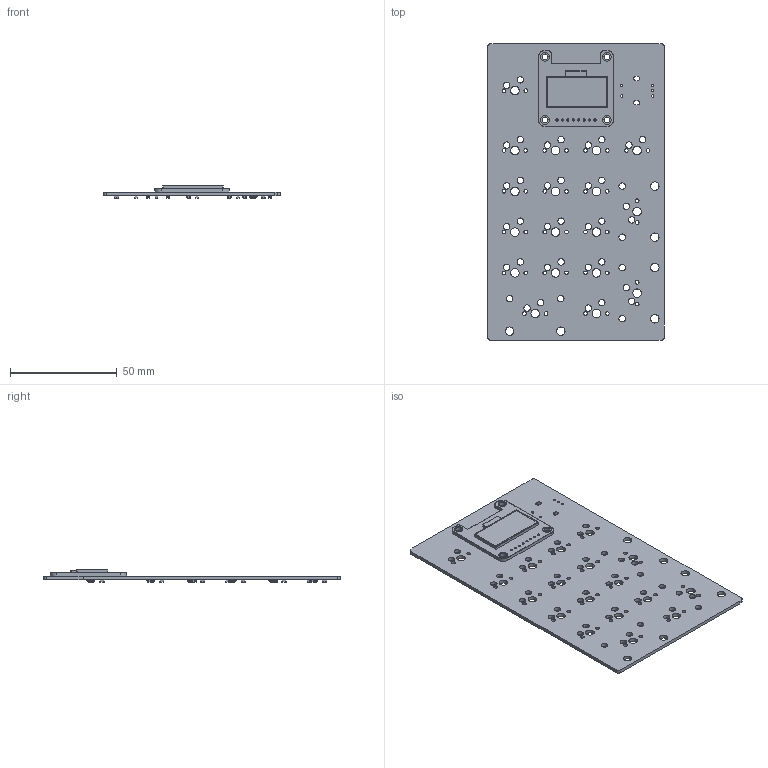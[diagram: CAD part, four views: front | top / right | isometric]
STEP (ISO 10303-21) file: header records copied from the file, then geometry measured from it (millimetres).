
FILE_DESCRIPTION(('KiCad electronic assembly'),'2;1');
FILE_NAME('Numpadulator.step','2021-01-31T13:39:13',('An Author'),( 'A Company'),'Open CASCADE STEP processor 6.9', 'KiCad to STEP converter','Unknown');
FILE_SCHEMA(('AUTOMOTIVE_DESIGN { 1 0 10303 214 1 1 1 1 }'));
Length unit declared in the file: millimetre
Products named in the file (8): Open CASCADE STEP translator 6.9 1; Adafruit_SSD1306; SOLID; D_SOD-123; C_0805_2012Metric; COMPOUND
Assembly tree (42 placements, depth 3):
  Open CASCADE STEP translator 6.9 1
    Adafruit_SSD1306
      SOLID
    D_SOD-123  x19
      SOLID
    C_0805_2012Metric  x18
      SOLID
    COMPOUND
Bounding box: 82.55 x 138.43 x 5.95 mm (x, y, z)
Volume: 19542.8 mm3; surface area: 26893.1 mm2
Topology: 39 solids, 39 shells, 2019 faces, 4924 edges, 3038 vertices
Faces by surface type: plane 965, cylinder 548, bspline 494, torus 6, sphere 6
Full cylindrical faces by diameter (mm): 1 x16, 1.1 x5, 1.7 x30, 1.75 x6, 2.7 x4, 2.8 x8, 3 x36, 3.048 x6, 3.988 x9, 4 x19
Entity records: 24836 total; most frequent: CARTESIAN_POINT 4594, DIRECTION 3611, LINE 1790, VECTOR 1790, ORIENTED_EDGE 1772, PCURVE 1772, DEFINITIONAL_REPRESENTATION 1772, EDGE_CURVE 886
